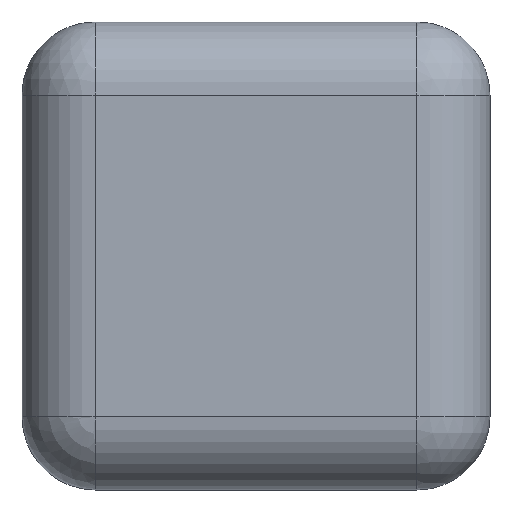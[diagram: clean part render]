
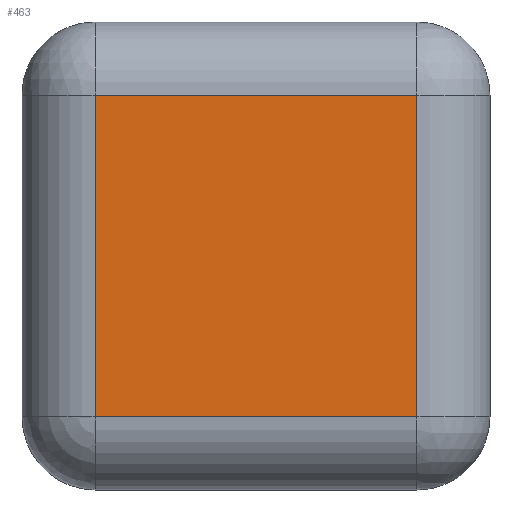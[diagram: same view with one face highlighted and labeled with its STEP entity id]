
A CAD part, left-side view. The second image highlights one B-rep face of the part: STEP entity #463.
In plain terms, the highlighted planar face has unit normal (-1, 0, 0).
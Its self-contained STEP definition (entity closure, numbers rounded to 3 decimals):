
#13=DIRECTION('',(0.,0.,1.));
#14=DIRECTION('',(1.,0.,0.));
#28=VECTOR('',#13,1.);
#46=DIRECTION('',(0.,1.,0.));
#123=CARTESIAN_POINT('',(-1.6,-0.8,0.25));
#133=CARTESIAN_POINT('',(-1.6,-0.8,1.35));
#136=CARTESIAN_POINT('',(-1.6,-0.8,0.));
#212=CARTESIAN_POINT('',(-1.6,-0.55,0.));
#216=CARTESIAN_POINT('',(-1.6,-0.55,0.25));
#225=VECTOR('',#46,1.);
#255=CARTESIAN_POINT('',(-1.6,-0.55,1.35));
#279=ORIENTED_EDGE('',*,*,#280,.F.);
#280=EDGE_CURVE('',#281,#282,#283,.T.);
#281=VERTEX_POINT('',#216);
#282=VERTEX_POINT('',#255);
#283=LINE('',#212,#28);
#384=CARTESIAN_POINT('',(-1.6,0.55,0.));
#463=ADVANCED_FACE('',(#464),#479,.F.);
#464=FACE_BOUND('',#465,.F.);
#465=EDGE_LOOP('',(#279,#466,#471,#476));
#466=ORIENTED_EDGE('',*,*,#467,.T.);
#467=EDGE_CURVE('',#281,#468,#470,.T.);
#468=VERTEX_POINT('',#469);
#469=CARTESIAN_POINT('',(-1.6,0.55,0.25));
#470=LINE('',#123,#225);
#471=ORIENTED_EDGE('',*,*,#472,.T.);
#472=EDGE_CURVE('',#468,#473,#475,.T.);
#473=VERTEX_POINT('',#474);
#474=CARTESIAN_POINT('',(-1.6,0.55,1.35));
#475=LINE('',#384,#28);
#476=ORIENTED_EDGE('',*,*,#477,.F.);
#477=EDGE_CURVE('',#282,#473,#478,.T.);
#478=LINE('',#133,#225);
#479=PLANE('',#480);
#480=AXIS2_PLACEMENT_3D('',#136,#14,#13);
